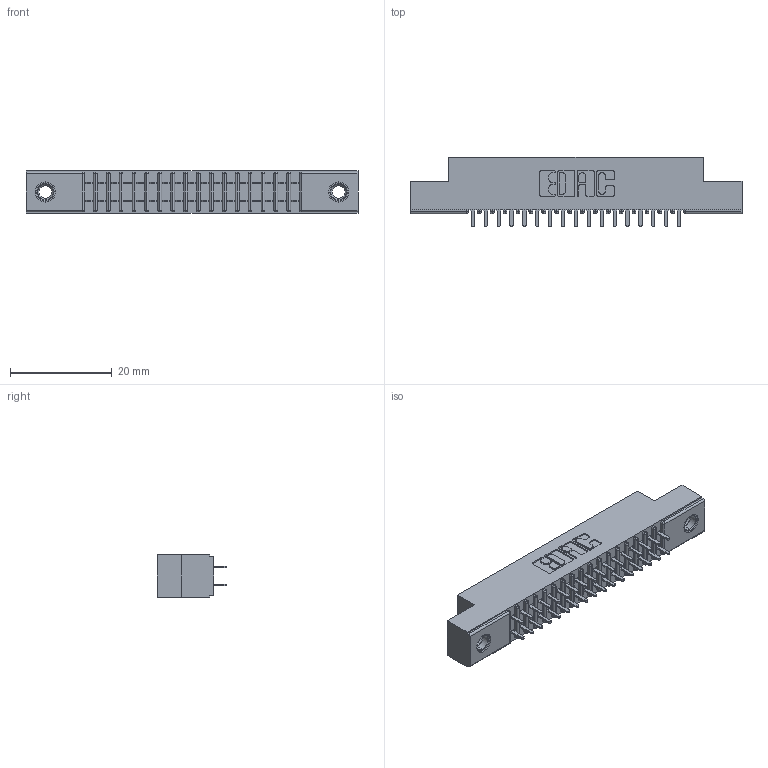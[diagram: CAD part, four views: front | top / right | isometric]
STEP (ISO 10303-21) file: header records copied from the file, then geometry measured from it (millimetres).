
FILE_DESCRIPTION (( 'STEP AP203' ), '1' );
FILE_NAME ('341-034-524-207.STEP', '2018-08-06T21:52:36', ( '' ), ( '' ), 'SwSTEP 2.0', 'SolidWorks 2016', '' );
FILE_SCHEMA (( 'CONFIG_CONTROL_DESIGN' ));
Length unit declared in the file: inch
Products named in the file (4): 345-250-001_345-250-005-103; 341-034-524-207; 341 Part_.156 (3.96) Dia Mounting Holes; 341-292-001_341-292-124
Assembly tree (37 placements, depth 2):
  341-034-524-207
    341 Part_.156 (3.96) Dia Mounting Holes
    341-292-001_341-292-124  x34
    345-250-001_345-250-005-103  x2
Bounding box: 65.41 x 13.64 x 8.38 mm (x, y, z)
Volume: 3720.5 mm3; surface area: 7415.9 mm2
Topology: 37 solids, 37 shells, 2420 faces, 6963 edges, 4506 vertices
Faces by surface type: plane 1460, cylinder 876, sphere 36, torus 36, cone 12
Entity records: 25089 total; most frequent: CARTESIAN_POINT 4154, ORIENTED_EDGE 4118, DIRECTION 4059, EDGE_CURVE 2059, VECTOR 1633, LINE 1633, VERTEX_POINT 1308, AXIS2_PLACEMENT_3D 1213
